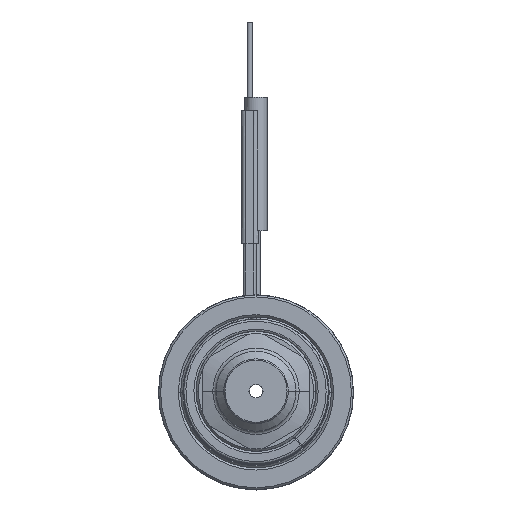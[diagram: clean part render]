
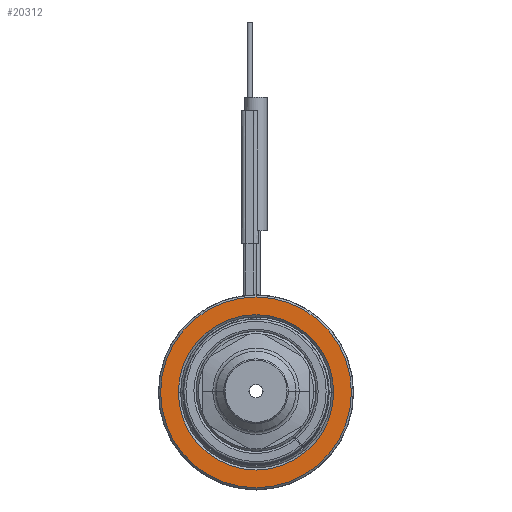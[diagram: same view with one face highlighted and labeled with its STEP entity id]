
A CAD part, top view. The second image highlights one B-rep face of the part: STEP entity #20312.
In plain terms, the highlighted planar face has unit normal (0, 0, 1).
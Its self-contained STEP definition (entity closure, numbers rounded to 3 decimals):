
#7438=CARTESIAN_POINT('',(0.,0.,40.));
#7439=DIRECTION('',(0.,0.,-1.));
#7440=DIRECTION('',(-1.,0.,0.));
#7441=AXIS2_PLACEMENT_3D('',#7438,#7439,#7440);
#7452=CARTESIAN_POINT('',(0.,0.,
40.));
#7453=DIRECTION('',(0.,0.,-1.));
#7454=DIRECTION('',(1.,0.,0.));
#7455=AXIS2_PLACEMENT_3D('',#7452,#7453,#7454);
#7466=CARTESIAN_POINT('',(0.,0.,
40.));
#7467=DIRECTION('',(0.,0.,-1.));
#7468=DIRECTION('',(1.,0.,0.));
#7469=AXIS2_PLACEMENT_3D('',#7466,#7467,#7468);
#7480=CARTESIAN_POINT('',(0.,0.,
40.));
#7481=DIRECTION('',(0.,0.,-1.));
#7482=DIRECTION('',(-1.,0.,0.));
#7483=AXIS2_PLACEMENT_3D('',#7480,#7481,#7482);
#7660=CARTESIAN_POINT('',(21.5,0.,40.));
#7661=CARTESIAN_POINT('',(-21.5,0.,40.));
#7662=VERTEX_POINT('',#7660);
#7663=VERTEX_POINT('',#7661);
#7664=CARTESIAN_POINT('',(17.5,0.,40.));
#7665=CARTESIAN_POINT('',(-17.5,0.,40.));
#7666=VERTEX_POINT('',#7664);
#7667=VERTEX_POINT('',#7665);
#20297=CARTESIAN_POINT('',(0.,0.,40.));
#20298=DIRECTION('',(0.,0.,1.));
#20299=DIRECTION('',(-1.,0.,0.));
#20300=AXIS2_PLACEMENT_3D('',#20297,#20298,#20299);
#20301=PLANE('',#20300);
#20302=ORIENTED_EDGE('',*,*,#20279,.T.);
#20303=ORIENTED_EDGE('',*,*,#20264,.T.);
#20304=EDGE_LOOP('',(#20302,#20303));
#20305=FACE_OUTER_BOUND('',#20304,.F.);
#20307=ORIENTED_EDGE('',*,*,#20306,.F.);
#20309=ORIENTED_EDGE('',*,*,#20308,.F.);
#20310=EDGE_LOOP('',(#20307,#20309));
#20311=FACE_BOUND('',#20310,.F.);
#7442=CIRCLE('',#7441,21.5);
#7456=CIRCLE('',#7455,21.5);
#7470=CIRCLE('',#7469,17.5);
#7484=CIRCLE('',#7483,17.5);
#20264=EDGE_CURVE('',#7663,#7662,#7442,.T.);
#20279=EDGE_CURVE('',#7662,#7663,#7456,.T.);
#20306=EDGE_CURVE('',#7666,#7667,#7470,.T.);
#20308=EDGE_CURVE('',#7667,#7666,#7484,.T.);
#20312=ADVANCED_FACE('',(#20305,#20311),#20301,.T.);
